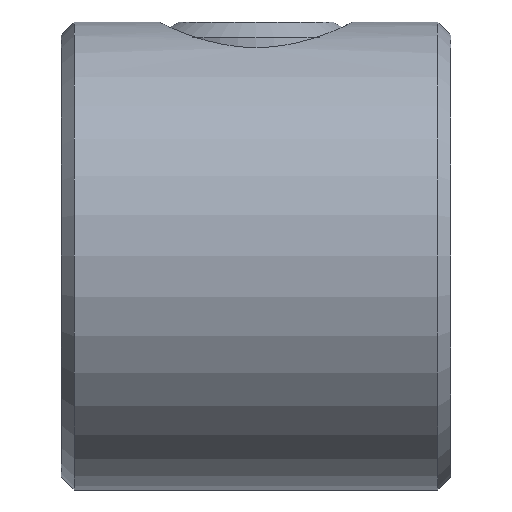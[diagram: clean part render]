
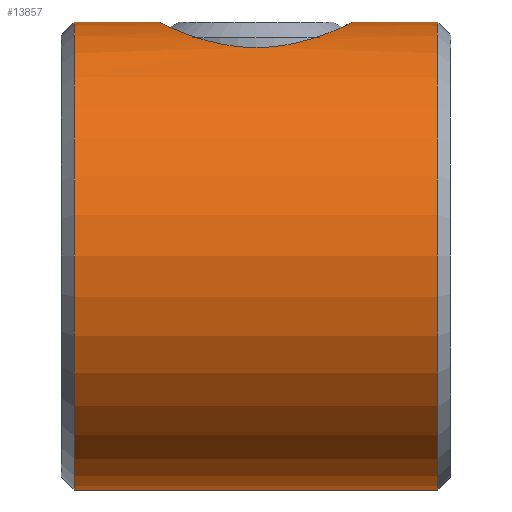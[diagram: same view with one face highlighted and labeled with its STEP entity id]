
A CAD part, left-side view. The second image highlights one B-rep face of the part: STEP entity #13857.
In plain terms, the highlighted cylindrical face has radius 9 mm (diameter 18 mm), a partial arc.
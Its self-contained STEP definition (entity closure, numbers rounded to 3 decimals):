
#35 = B_SPLINE_CURVE_WITH_KNOTS ( 'NONE', 3,
 ( #7034, #10614, #791, #9677, #11300, #3713, #11127, #7565, #7613, #11188, #1188, #3876, #1129, #9999, #2439, #12480, #2603, #13790, #16147, #4970, #14987, #7506 ),
 .UNSPECIFIED., .F., .F.,
 ( 4, 2, 2, 2, 2, 2, 2, 2, 2, 2, 4 ),
 ( 0.25, 0.281, 0.313, 0.344, 0.359, 0.375, 0.406, 0.422, 0.43, 0.438, 0.5 ),
 .UNSPECIFIED. ) ;
#97 = LINE ( 'NONE', #9901, #9662 ) ;
#128 = ORIENTED_EDGE ( 'NONE', *, *, #319, .T. ) ;
#158 = CARTESIAN_POINT ( 'NONE',  ( -2.494, 2.962, 8.648 ) ) ;
#207 = CARTESIAN_POINT ( 'NONE',  ( -2.388, 3.034, 8.678 ) ) ;
#235 = CARTESIAN_POINT ( 'NONE',  ( 0., -7., -9. ) ) ;
#319 = EDGE_CURVE ( 'NONE', #5718, #9216, #10732, .T. ) ;
#639 = B_SPLINE_CURVE_WITH_KNOTS ( 'NONE', 3,
 ( #9591, #8633, #9932, #11176, #12470, #4960, #13714, #6447, #13932, #14037, #14084, #158, #207, #8969, #7756, #6606, #1454, #10191, #6560, #10140, #1399, #7603, #11400, #15297 ),
 .UNSPECIFIED., .F., .F.,
 ( 4, 2, 2, 2, 2, 2, 2, 2, 2, 2, 2, 4 ),
 ( 0.5, 0.531, 0.547, 0.562, 0.625, 0.641, 0.656, 0.672, 0.687, 0.719, 0.734, 0.75 ),
 .UNSPECIFIED. ) ;
#724 = DIRECTION ( 'NONE',  ( 0., 1., 0. ) ) ;
#784 = VECTOR ( 'NONE', #14050, 1000. ) ;
#791 = CARTESIAN_POINT ( 'NONE',  ( -0.539, -3.712, 8.988 ) ) ;
#1129 = CARTESIAN_POINT ( 'NONE',  ( -3.245, -2.283, 8.396 ) ) ;
#1188 = CARTESIAN_POINT ( 'NONE',  ( -2.796, -2.727, 8.555 ) ) ;
#1399 = CARTESIAN_POINT ( 'NONE',  ( -0.54, 3.706, 8.985 ) ) ;
#1454 = CARTESIAN_POINT ( 'NONE',  ( -1.698, 3.401, 8.839 ) ) ;
#1709 = FACE_OUTER_BOUND ( 'NONE', #9620, .T. ) ;
#1821 = VERTEX_POINT ( 'NONE', #9164 ) ;
#1978 = CARTESIAN_POINT ( 'NONE',  ( 0., 3.736, 9. ) ) ;
#2439 = CARTESIAN_POINT ( 'NONE',  ( -3.534, -1.879, 8.277 ) ) ;
#2519 = DIRECTION ( 'NONE',  ( 0., 0., -1. ) ) ;
#2603 = CARTESIAN_POINT ( 'NONE',  ( -3.659, -1.665, 8.223 ) ) ;
#2879 = CYLINDRICAL_SURFACE ( 'NONE', #6769, 9. ) ;
#3081 = CARTESIAN_POINT ( 'NONE',  ( 0., 7., -9. ) ) ;
#3087 = CIRCLE ( 'NONE', #11748, 9. ) ;
#3160 = VERTEX_POINT ( 'NONE', #10503 ) ;
#3162 = EDGE_CURVE ( 'NONE', #3160, #1821, #9442, .T. ) ;
#3506 = VERTEX_POINT ( 'NONE', #7784 ) ;
#3713 = CARTESIAN_POINT ( 'NONE',  ( -1.822, -3.353, 8.817 ) ) ;
#3743 = CARTESIAN_POINT ( 'NONE',  ( 0., 7.5, 0. ) ) ;
#3769 = EDGE_CURVE ( 'NONE', #3160, #3506, #35, .T. ) ;
#3876 = CARTESIAN_POINT ( 'NONE',  ( -3.077, -2.47, 8.46 ) ) ;
#3944 = DIRECTION ( 'NONE',  ( 0., -1., 0. ) ) ;
#4002 = CARTESIAN_POINT ( 'NONE',  ( 0., 7., 0. ) ) ;
#4345 = EDGE_CURVE ( 'NONE', #14727, #8441, #97, .T. ) ;
#4521 = ORIENTED_EDGE ( 'NONE', *, *, #6037, .T. ) ;
#4960 = CARTESIAN_POINT ( 'NONE',  ( -3.866, 1.215, 8.127 ) ) ;
#4970 = CARTESIAN_POINT ( 'NONE',  ( -3.977, -0.989, 8.077 ) ) ;
#5060 = ORIENTED_EDGE ( 'NONE', *, *, #3769, .T. ) ;
#5497 = CARTESIAN_POINT ( 'NONE',  ( 0., -7., 0. ) ) ;
#5718 = VERTEX_POINT ( 'NONE', #3081 ) ;
#6037 = EDGE_CURVE ( 'NONE', #3506, #8441, #639, .T. ) ;
#6447 = CARTESIAN_POINT ( 'NONE',  ( -3.561, 1.897, 8.269 ) ) ;
#6560 = CARTESIAN_POINT ( 'NONE',  ( -1.072, 3.614, 8.94 ) ) ;
#6606 = CARTESIAN_POINT ( 'NONE',  ( -1.819, 3.348, 8.815 ) ) ;
#6769 = AXIS2_PLACEMENT_3D ( 'NONE', #3743, #9876, #2519 ) ;
#7034 = CARTESIAN_POINT ( 'NONE',  ( 0., -3.736, 9. ) ) ;
#7506 = CARTESIAN_POINT ( 'NONE',  ( -4.086, 0., 8.019 ) ) ;
#7509 = DIRECTION ( 'NONE',  ( 0., -1., 0. ) ) ;
#7537 = CARTESIAN_POINT ( 'NONE',  ( 0., 7., 9. ) ) ;
#7565 = CARTESIAN_POINT ( 'NONE',  ( -2.389, -3.033, 8.678 ) ) ;
#7603 = CARTESIAN_POINT ( 'NONE',  ( -0.269, 3.73, 8.997 ) ) ;
#7613 = CARTESIAN_POINT ( 'NONE',  ( -2.496, -2.961, 8.648 ) ) ;
#7756 = CARTESIAN_POINT ( 'NONE',  ( -2.054, 3.233, 8.763 ) ) ;
#7784 = CARTESIAN_POINT ( 'NONE',  ( -4.086, 0., 8.019 ) ) ;
#8441 = VERTEX_POINT ( 'NONE', #1978 ) ;
#8466 = EDGE_CURVE ( 'NONE', #9216, #1821, #3087, .T. ) ;
#8633 = CARTESIAN_POINT ( 'NONE',  ( -4.086, 0.248, 8.019 ) ) ;
#8969 = CARTESIAN_POINT ( 'NONE',  ( -2.169, 3.169, 8.735 ) ) ;
#9164 = CARTESIAN_POINT ( 'NONE',  ( 0., -7., 9. ) ) ;
#9216 = VERTEX_POINT ( 'NONE', #235 ) ;
#9277 = CARTESIAN_POINT ( 'NONE',  ( 0., 7.5, 9. ) ) ;
#9429 = ORIENTED_EDGE ( 'NONE', *, *, #8466, .T. ) ;
#9442 = LINE ( 'NONE', #9277, #12016 ) ;
#9591 = CARTESIAN_POINT ( 'NONE',  ( -4.086, 0., 8.019 ) ) ;
#9620 = EDGE_LOOP ( 'NONE', ( #14514, #11780, #128, #9429, #12715, #5060, #4521 ) ) ;
#9662 = VECTOR ( 'NONE', #7509, 1000. ) ;
#9677 = CARTESIAN_POINT ( 'NONE',  ( -1.07, -3.614, 8.94 ) ) ;
#9876 = DIRECTION ( 'NONE',  ( 0., -1., 0. ) ) ;
#9901 = CARTESIAN_POINT ( 'NONE',  ( 0., 7.5, 9. ) ) ;
#9932 = CARTESIAN_POINT ( 'NONE',  ( -4.059, 0.496, 8.033 ) ) ;
#9999 = CARTESIAN_POINT ( 'NONE',  ( -3.467, -1.981, 8.306 ) ) ;
#10140 = CARTESIAN_POINT ( 'NONE',  ( -0.676, 3.687, 8.976 ) ) ;
#10167 = DIRECTION ( 'NONE',  ( 0., 0., 1. ) ) ;
#10191 = CARTESIAN_POINT ( 'NONE',  ( -1.328, 3.542, 8.905 ) ) ;
#10353 = CARTESIAN_POINT ( 'NONE',  ( 0., 7.5, -9. ) ) ;
#10503 = CARTESIAN_POINT ( 'NONE',  ( 0., -3.736, 9. ) ) ;
#10614 = CARTESIAN_POINT ( 'NONE',  ( -0.271, -3.736, 9. ) ) ;
#10732 = LINE ( 'NONE', #10353, #784 ) ;
#11127 = CARTESIAN_POINT ( 'NONE',  ( -2.059, -3.236, 8.764 ) ) ;
#11176 = CARTESIAN_POINT ( 'NONE',  ( -3.978, 0.862, 8.073 ) ) ;
#11188 = CARTESIAN_POINT ( 'NONE',  ( -2.7, -2.807, 8.586 ) ) ;
#11300 = CARTESIAN_POINT ( 'NONE',  ( -1.331, -3.541, 8.904 ) ) ;
#11400 = CARTESIAN_POINT ( 'NONE',  ( -0.135, 3.736, 9. ) ) ;
#11748 = AXIS2_PLACEMENT_3D ( 'NONE', #5497, #724, #15730 ) ;
#11780 = ORIENTED_EDGE ( 'NONE', *, *, #16144, .T. ) ;
#12016 = VECTOR ( 'NONE', #12843, 1000. ) ;
#12470 = CARTESIAN_POINT ( 'NONE',  ( -3.945, 0.979, 8.089 ) ) ;
#12480 = CARTESIAN_POINT ( 'NONE',  ( -3.629, -1.719, 8.236 ) ) ;
#12715 = ORIENTED_EDGE ( 'NONE', *, *, #3162, .F. ) ;
#12843 = DIRECTION ( 'NONE',  ( 0., -1., 0. ) ) ;
#13714 = CARTESIAN_POINT ( 'NONE',  ( -3.821, 1.329, 8.149 ) ) ;
#13790 = CARTESIAN_POINT ( 'NONE',  ( -3.716, -1.555, 8.197 ) ) ;
#13857 = ADVANCED_FACE ( 'NONE', ( #1709 ), #2879, .T. ) ;
#13932 = CARTESIAN_POINT ( 'NONE',  ( -3.264, 2.3, 8.397 ) ) ;
#14037 = CARTESIAN_POINT ( 'NONE',  ( -2.794, 2.729, 8.556 ) ) ;
#14050 = DIRECTION ( 'NONE',  ( 0., -1., 0. ) ) ;
#14084 = CARTESIAN_POINT ( 'NONE',  ( -2.697, 2.809, 8.587 ) ) ;
#14212 = AXIS2_PLACEMENT_3D ( 'NONE', #4002, #3944, #10167 ) ;
#14514 = ORIENTED_EDGE ( 'NONE', *, *, #4345, .F. ) ;
#14727 = VERTEX_POINT ( 'NONE', #7537 ) ;
#14987 = CARTESIAN_POINT ( 'NONE',  ( -4.086, -0.495, 8.019 ) ) ;
#15297 = CARTESIAN_POINT ( 'NONE',  ( 0., 3.736, 9. ) ) ;
#15593 = CIRCLE ( 'NONE', #14212, 9. ) ;
#15730 = DIRECTION ( 'NONE',  ( 0., 0., 1. ) ) ;
#16144 = EDGE_CURVE ( 'NONE', #14727, #5718, #15593, .T. ) ;
#16147 = CARTESIAN_POINT ( 'NONE',  ( -3.742, -1.501, 8.185 ) ) ;
